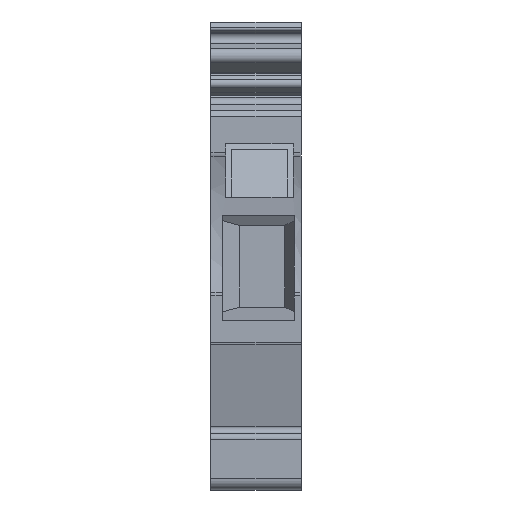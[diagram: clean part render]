
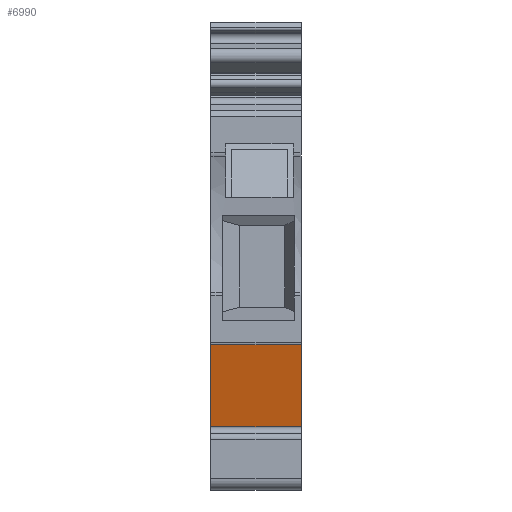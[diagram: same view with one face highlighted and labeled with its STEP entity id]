
A CAD part, left-side view. The second image highlights one B-rep face of the part: STEP entity #6990.
In plain terms, the highlighted planar face has unit normal (-0.971, 0, -0.24).
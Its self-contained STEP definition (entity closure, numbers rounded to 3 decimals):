
#564=LINE('',#10024,#1164);
#620=LINE('',#10139,#1220);
#633=LINE('',#10162,#1233);
#654=LINE('',#10208,#1254);
#1164=VECTOR('',#8495,1000.);
#1220=VECTOR('',#8605,1000.);
#1233=VECTOR('',#8624,1000.);
#1254=VECTOR('',#8675,1000.);
#1464=PLANE('',#7371);
#2669=ORIENTED_EDGE('',*,*,#3642,.T.);
#2670=ORIENTED_EDGE('',*,*,#3665,.T.);
#2671=ORIENTED_EDGE('',*,*,#3566,.T.);
#2672=ORIENTED_EDGE('',*,*,#3628,.T.);
#3566=EDGE_CURVE('',#4129,#4127,#564,.F.);
#3628=EDGE_CURVE('',#4127,#4160,#620,.T.);
#3642=EDGE_CURVE('',#4160,#4167,#633,.F.);
#3665=EDGE_CURVE('',#4167,#4129,#654,.T.);
#4127=VERTEX_POINT('',#10022);
#4129=VERTEX_POINT('',#10025);
#4160=VERTEX_POINT('',#10138);
#4167=VERTEX_POINT('',#10161);
#4573=EDGE_LOOP('',(#2669,#2670,#2671,#2672));
#4852=FACE_BOUND('',#4573,.T.);
#6990=ADVANCED_FACE('',(#4852),#1464,.T.);
#7371=AXIS2_PLACEMENT_3D('',#10207,#8673,#8674);
#8495=DIRECTION('',(0.,-1.,0.));
#8605=DIRECTION('',(0.241,0.,-0.971));
#8624=DIRECTION('',(0.,1.,0.));
#8673=DIRECTION('',(-0.971,0.,-0.241));
#8674=DIRECTION('',(-0.241,0.,0.971));
#8675=DIRECTION('',(-0.241,0.,0.971));
#10022=CARTESIAN_POINT('',(-43.971,8.,8.382));
#10024=CARTESIAN_POINT('',(-43.971,97.623,8.382));
#10025=CARTESIAN_POINT('',(-43.971,0.,8.382));
#10138=CARTESIAN_POINT('',(-42.171,8.,1.12));
#10139=CARTESIAN_POINT('',(-41.15,8.,-3.));
#10161=CARTESIAN_POINT('',(-42.171,0.,1.12));
#10162=CARTESIAN_POINT('',(-42.171,7.,1.12));
#10207=CARTESIAN_POINT('',(-41.15,97.623,-3.));
#10208=CARTESIAN_POINT('',(-41.15,0.,-3.));
